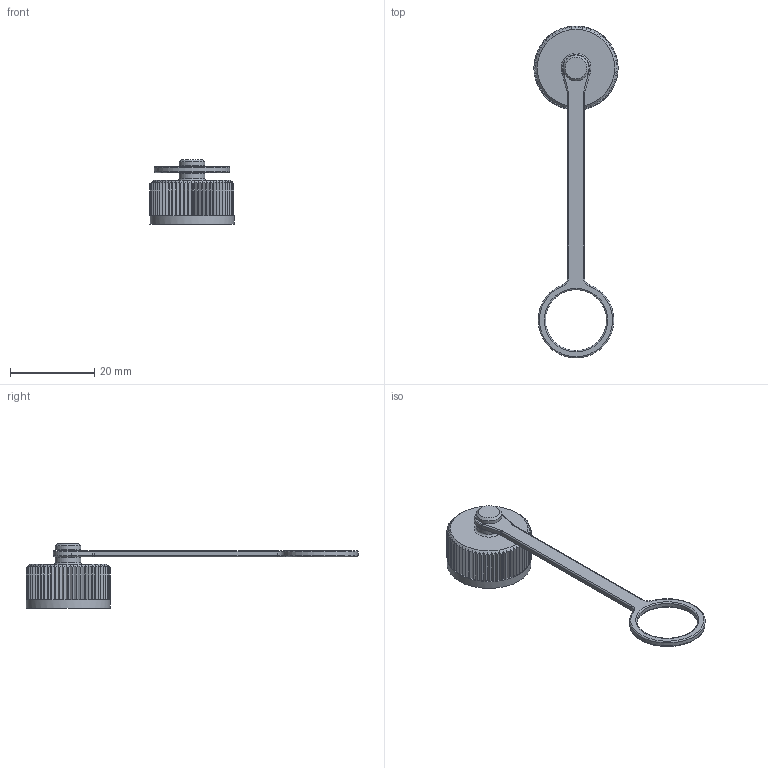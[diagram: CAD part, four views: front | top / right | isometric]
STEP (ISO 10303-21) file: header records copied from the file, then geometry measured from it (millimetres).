
FILE_DESCRIPTION(/* description */ (''),/* implementation_level */ '2;1');
FILE_NAME(/* name */ '08-2990-XXX-XXX-001_01.stp',/* time_stamp */ '2023-02-14T08:59:12+01:00',/* author */ (''),/* organization */ (''),/* preprocessor_version */ 'ST-DEVELOPER v16',/* originating_system */ 'SIEMENS PLM Software NX 11.0',/* authorisation */ '');
FILE_SCHEMA (('AUTOMOTIVE_DESIGN { 1 0 10303 214 3 1 1 1 }'));
Length unit declared in the file: millimetre
Products named in the file (1): cgoe2474C7E0226n
Bounding box: 20 x 79 x 15.3 mm (x, y, z)
Volume: 3027.4 mm3; surface area: 2674.1 mm2
Topology: 1 solids, 1 shells, 246 faces, 687 edges, 449 vertices
Faces by surface type: plane 201, cylinder 22, torus 19, cone 4
Full cylindrical faces by diameter (mm): 3.8 x2, 6.1 x2, 10.917 x1, 12.5 x1, 14.5 x1, 20 x1
Entity records: 8149 total; most frequent: CARTESIAN_POINT 1730, ORIENTED_EDGE 1324, DIRECTION 1225, EDGE_CURVE 662, VERTEX_POINT 443, AXIS2_PLACEMENT_3D 442, LINE 341, VECTOR 341
